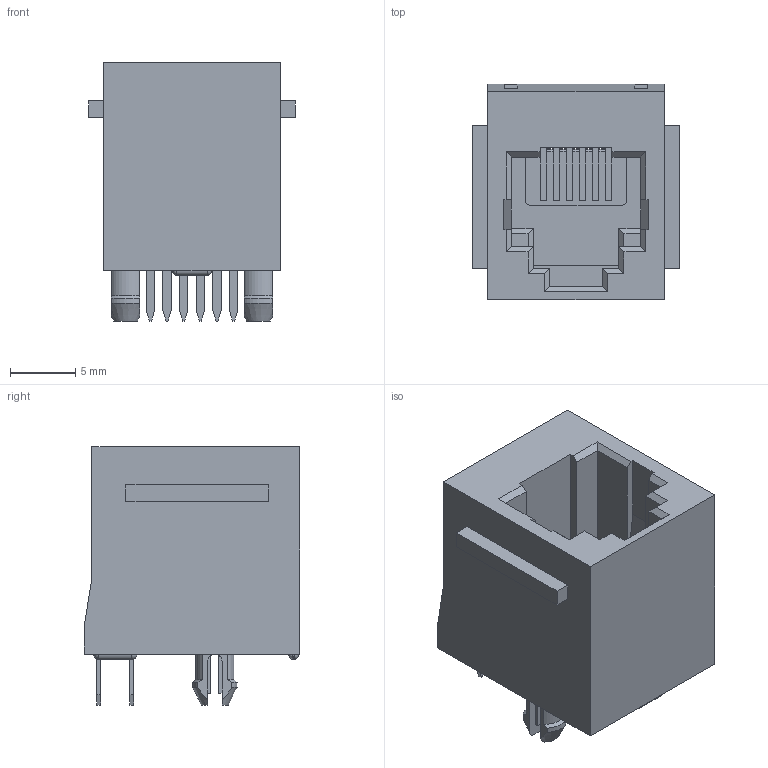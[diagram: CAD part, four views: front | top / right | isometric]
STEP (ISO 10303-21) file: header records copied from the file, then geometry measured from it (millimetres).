
FILE_DESCRIPTION(('FreeCAD Model'),'2;1');
FILE_NAME('RJ12_Vertical.step','2020-11-23T13:00:09',( 'kicad StepUp'),('ksu MCAD'),'Open CASCADE STEP processor 7.4', 'FreeCAD','Unknown');
FILE_SCHEMA(('AUTOMOTIVE_DESIGN { 1 0 10303 214 1 1 1 1 }'));
Length unit declared in the file: millimetre
Products named in the file (1): RJ12_Vertical
Bounding box: 15.8 x 16.5 x 19.75 mm (x, y, z)
Volume: 2374.8 mm3; surface area: 2646.9 mm2
Topology: 7 solids, 7 shells, 465 faces, 3804 edges, 10960 vertices
Faces by surface type: plane 364, cylinder 79, cone 12, sphere 6, bspline 4
Entity records: 55024 total; most frequent: CARTESIAN_POINT 15670, DIRECTION 5136, LINE 3180, VECTOR 3180, GEOMETRIC_CURVE_SET 2529, ORIENTED_EDGE 2528, TRIMMED_CURVE 2528, PRESENTATION_STYLE_ASSIGNMENT 1736
